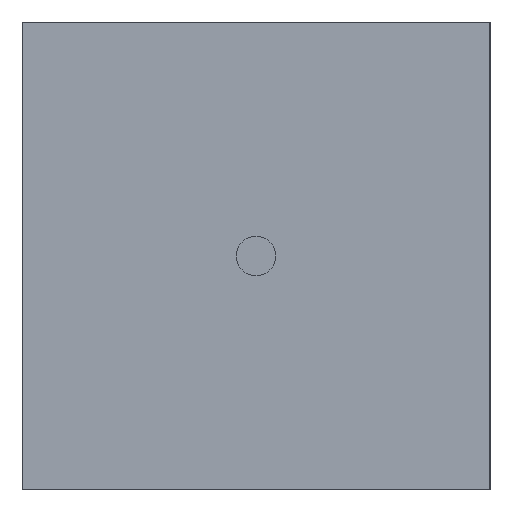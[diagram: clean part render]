
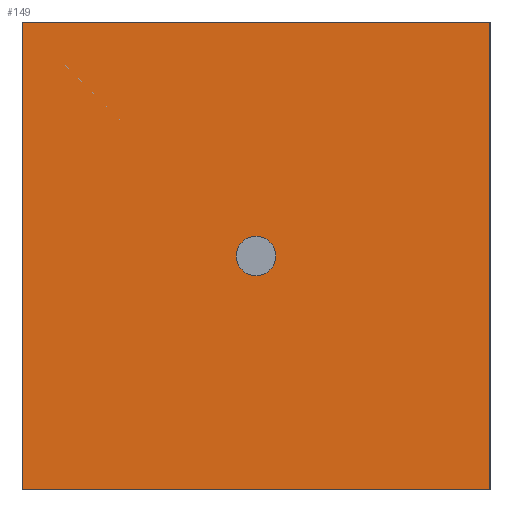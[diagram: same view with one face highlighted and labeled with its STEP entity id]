
A CAD part, left-side view. The second image highlights one B-rep face of the part: STEP entity #149.
In plain terms, the highlighted planar face has unit normal (-1, 0, 0).
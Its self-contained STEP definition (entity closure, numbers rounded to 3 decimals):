
#29=FACE_OUTER_BOUND('',#41,.T.);
#41=EDGE_LOOP('',(#113,#114,#115,#116));
#59=LINE('',#240,#71);
#60=LINE('',#243,#72);
#61=LINE('',#245,#73);
#62=LINE('',#246,#74);
#71=VECTOR('',#191,9.5);
#72=VECTOR('',#194,9.5);
#73=VECTOR('',#195,9.5);
#74=VECTOR('',#196,9.5);
#81=VERTEX_POINT('',#236);
#82=VERTEX_POINT('',#238);
#83=VERTEX_POINT('',#242);
#84=VERTEX_POINT('',#244);
#95=EDGE_CURVE('',#81,#82,#59,.T.);
#96=EDGE_CURVE('',#81,#83,#60,.T.);
#97=EDGE_CURVE('',#84,#82,#61,.T.);
#98=EDGE_CURVE('',#83,#84,#62,.T.);
#113=ORIENTED_EDGE('',*,*,#96,.F.);
#114=ORIENTED_EDGE('',*,*,#95,.T.);
#115=ORIENTED_EDGE('',*,*,#97,.F.);
#116=ORIENTED_EDGE('',*,*,#98,.F.);
#139=PLANE('',#165);
#149=ADVANCED_FACE('',(#29),#139,.T.);
#165=AXIS2_PLACEMENT_3D('',#241,#192,#193);
#191=DIRECTION('',(0.,1.,0.));
#192=DIRECTION('center_axis',(-1.,0.,0.));
#193=DIRECTION('ref_axis',(0.,0.,1.));
#194=DIRECTION('',(0.,0.,-1.));
#195=DIRECTION('',(0.,0.,1.));
#196=DIRECTION('',(0.,1.,0.));
#236=CARTESIAN_POINT('',(0.,0.,9.5));
#238=CARTESIAN_POINT('',(0.,9.5,9.5));
#240=CARTESIAN_POINT('',(0.,0.,9.5));
#241=CARTESIAN_POINT('Origin',(0.,0.,0.));
#242=CARTESIAN_POINT('',(0.,0.,0.));
#243=CARTESIAN_POINT('',(0.,0.,9.5));
#244=CARTESIAN_POINT('',(0.,9.5,0.));
#245=CARTESIAN_POINT('',(0.,9.5,9.5));
#246=CARTESIAN_POINT('',(0.,0.,0.));
